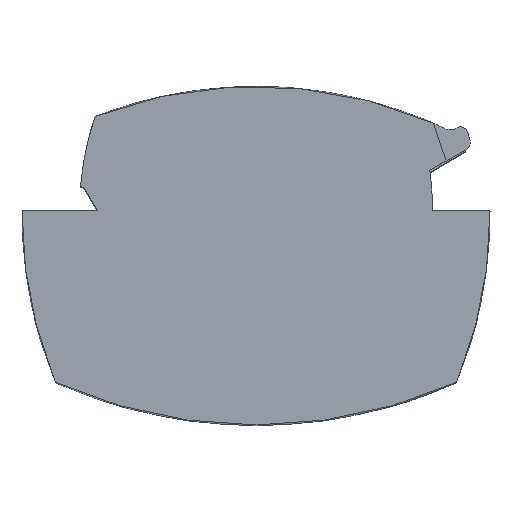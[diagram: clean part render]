
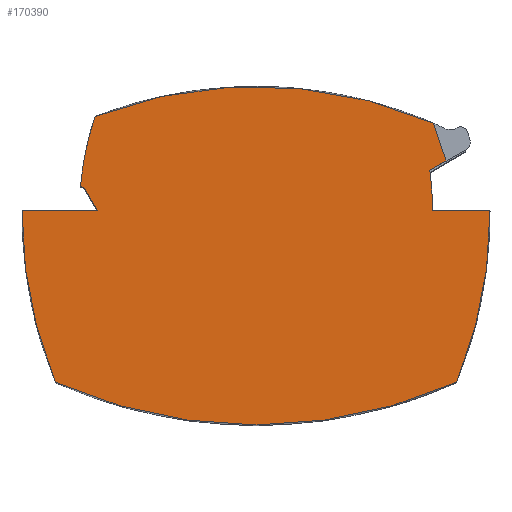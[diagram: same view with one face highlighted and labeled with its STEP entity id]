
A CAD part, top view. The second image highlights one B-rep face of the part: STEP entity #170390.
In plain terms, the highlighted planar face has unit normal (0, 0, 1).
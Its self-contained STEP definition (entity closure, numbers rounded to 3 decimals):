
#65780=CARTESIAN_POINT('',(67.816,0.,
65.2));
#65790=VERTEX_POINT('',#65780);
#65820=CARTESIAN_POINT('',(64.386,0.,
65.2));
#65830=DIRECTION('',(-1.,0.,0.));
#65840=VECTOR('',#65830,1.);
#65850=LINE('',#65820,#65840);
#65860=CARTESIAN_POINT('',(57.886,0.,
65.2));
#65870=VERTEX_POINT('',#65860);
#65880=EDGE_CURVE('',#65790,#65870,#65850,.T.);
#87480=CARTESIAN_POINT('',(62.031,-29.619,
65.2));
#87490=VERTEX_POINT('',#87480);
#87520=CARTESIAN_POINT('',(-8.182,-0.531,
65.2));
#87530=DIRECTION('',(0.,0.,1.));
#87540=DIRECTION('',(1.,0.,0.));
#87550=AXIS2_PLACEMENT_3D('',#87520,#87530,#87540);
#87560=CIRCLE('',#87550,76.);
#87570=EDGE_CURVE('',#87490,#65790,#87560,.T.);
#101160=CARTESIAN_POINT('',(-7.785,-30.66,
65.2));
#101170=DIRECTION('',(0.866,0.5,
0.));
#101180=VECTOR('',#101170,1.);
#101190=LINE('',#101160,#101180);
#101200=CARTESIAN_POINT('',(57.41,6.981,
65.2));
#101210=VERTEX_POINT('',#101200);
#101220=CARTESIAN_POINT('',(60.216,8.601,
65.2));
#101230=VERTEX_POINT('',#101220);
#101240=EDGE_CURVE('',#101210,#101230,#101190,.T.);
#106750=CARTESIAN_POINT('',(63.366,-1.021,
65.2));
#106760=DIRECTION('',(0.311,-0.95,
0.));
#106770=VECTOR('',#106760,1.);
#106780=LINE('',#106750,#106770);
#106790=CARTESIAN_POINT('',(58.079,15.128,
65.2));
#106800=VERTEX_POINT('',#106790);
#106810=EDGE_CURVE('',#106800,#101230,#106780,.T.);
#108250=CARTESIAN_POINT('',(7.887,0.092,
65.2));
#108260=DIRECTION('',(0.,0.,-1.));
#108270=DIRECTION('',(1.,0.,0.));
#108280=AXIS2_PLACEMENT_3D('',#108250,#108260,#108270);
#108290=CIRCLE('',#108280,50.);
#108300=EDGE_CURVE('',#101210,#65870,#108290,.T.);
#163800=CARTESIAN_POINT('',(27.386,-55.6,
65.2));
#163810=DIRECTION('',(0.,0.,1.));
#163820=DIRECTION('',(0.707,-0.707,
0.));
#163830=AXIS2_PLACEMENT_3D('',#163800,#163810,#163820);
#163840=CIRCLE('',#163830,77.1);
#163850=CARTESIAN_POINT('',(-0.408,16.316,
65.2));
#163860=VERTEX_POINT('',#163850);
#163870=EDGE_CURVE('',#106800,#163860,#163840,.T.);
#169770=CARTESIAN_POINT('',(23.007,-8.,
65.2));
#169780=DIRECTION('',(0.,0.,1.));
#169790=DIRECTION('',(-0.989,-0.149,
0.));
#169800=AXIS2_PLACEMENT_3D('',#169770,#169780,#169790);
#169810=PLANE('',#169800);
#169820=ORIENTED_EDGE('',*,*,#106810,.F.);
#169830=ORIENTED_EDGE('',*,*,#101240,.T.);
#169840=ORIENTED_EDGE('',*,*,#108300,.F.);
#169850=ORIENTED_EDGE('',*,*,#65880,.T.);
#169860=ORIENTED_EDGE('',*,*,#87570,.T.);
#169870=CARTESIAN_POINT('',(27.386,48.,
65.2));
#169880=DIRECTION('',(0.,0.,1.));
#169890=DIRECTION('',(1.,0.,0.));
#169900=AXIS2_PLACEMENT_3D('',#169870,#169880,#169890);
#169910=CIRCLE('',#169900,85.);
#169920=CARTESIAN_POINT('',(-7.258,-29.619,
65.2));
#169930=VERTEX_POINT('',#169920);
#169940=EDGE_CURVE('',#169930,#87490,#169910,.T.);
#169950=ORIENTED_EDGE('',*,*,#169940,.T.);
#169960=CARTESIAN_POINT('',(62.955,-0.531,
65.2));
#169970=DIRECTION('',(0.,0.,1.));
#169980=DIRECTION('',(1.,0.,0.));
#169990=AXIS2_PLACEMENT_3D('',#169960,#169970,#169980);
#170000=CIRCLE('',#169990,76.);
#170010=CARTESIAN_POINT('',(-13.044,0.,
65.2));
#170020=VERTEX_POINT('',#170010);
#170030=EDGE_CURVE('',#170020,#169930,#170000,.T.);
#170040=ORIENTED_EDGE('',*,*,#170030,.T.);
#170050=CARTESIAN_POINT('',(-7.57,0.,
65.2));
#170060=DIRECTION('',(-1.,0.,0.));
#170070=VECTOR('',#170060,1.);
#170080=LINE('',#170050,#170070);
#170090=CARTESIAN_POINT('',(-0.021,0.,
65.2));
#170100=VERTEX_POINT('',#170090);
#170110=EDGE_CURVE('',#170100,#170020,#170080,.T.);
#170120=ORIENTED_EDGE('',*,*,#170110,.T.);
#170130=CARTESIAN_POINT('',(8.724,-15.147,
65.2));
#170140=DIRECTION('',(-0.5,0.866,
0.));
#170150=VECTOR('',#170140,1.);
#170160=LINE('',#170130,#170150);
#170170=CARTESIAN_POINT('',(-2.335,4.008,
65.2));
#170180=VERTEX_POINT('',#170170);
#170190=EDGE_CURVE('',#170100,#170180,#170160,.T.);
#170200=ORIENTED_EDGE('',*,*,#170190,.F.);
#170210=CARTESIAN_POINT('',(-7.57,5.657,
65.2));
#170220=DIRECTION('',(0.954,-0.3,
0.));
#170230=VECTOR('',#170220,1.);
#170240=LINE('',#170210,#170230);
#170250=CARTESIAN_POINT('',(-2.945,4.2,
65.2));
#170260=VERTEX_POINT('',#170250);
#170270=EDGE_CURVE('',#170260,#170180,#170240,.T.);
#170280=ORIENTED_EDGE('',*,*,#170270,.T.);
#170290=CARTESIAN_POINT('',(46.886,0.092,
65.2));
#170300=DIRECTION('',(0.,0.,1.));
#170310=DIRECTION('',(1.,0.,0.));
#170320=AXIS2_PLACEMENT_3D('',#170290,#170300,#170310);
#170330=CIRCLE('',#170320,50.);
#170340=EDGE_CURVE('',#163860,#170260,#170330,.T.);
#170350=ORIENTED_EDGE('',*,*,#170340,.T.);
#170360=ORIENTED_EDGE('',*,*,#163870,.T.);
#170370=EDGE_LOOP('',(#170360,#170350,#170280,#170200,#170120,#170040,
#169950,#169860,#169850,#169840,#169830,#169820));
#170380=FACE_OUTER_BOUND('',#170370,.T.);
#170390=ADVANCED_FACE('',(#170380),#169810,.T.);
